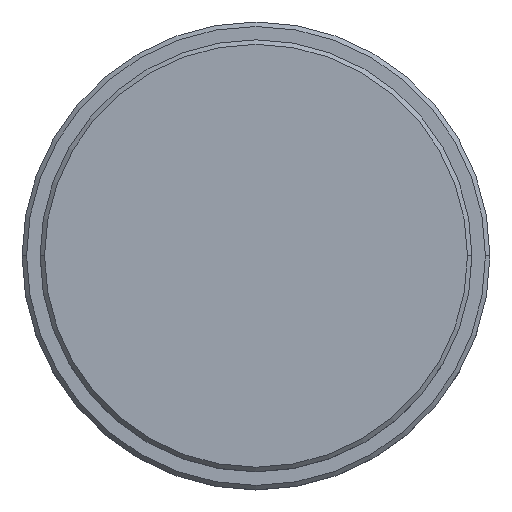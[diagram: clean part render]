
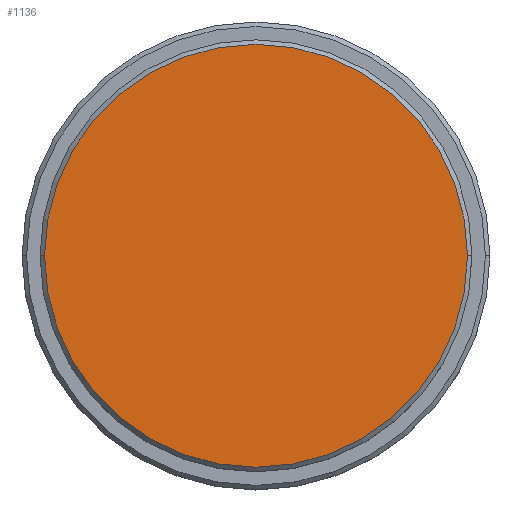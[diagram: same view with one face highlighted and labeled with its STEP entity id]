
A CAD part, top view. The second image highlights one B-rep face of the part: STEP entity #1136.
In plain terms, the highlighted planar face has unit normal (0, 0, 1).
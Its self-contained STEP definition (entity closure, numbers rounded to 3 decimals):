
#5 = CARTESIAN_POINT ( 'NONE',  ( -23.5, 0., 0. ) ) ;
#125 = CIRCLE ( 'NONE', #332, 23.5 ) ;
#160 = ORIENTED_EDGE ( 'NONE', *, *, #440, .T. ) ;
#188 = DIRECTION ( 'NONE',  ( 0., 0., 1. ) ) ;
#267 = AXIS2_PLACEMENT_3D ( 'NONE', #677, #1376, #1246 ) ;
#332 = AXIS2_PLACEMENT_3D ( 'NONE', #478, #451, #344 ) ;
#344 = DIRECTION ( 'NONE',  ( 1., 0., 0. ) ) ;
#440 = EDGE_CURVE ( 'NONE', #1209, #921, #125, .T. ) ;
#451 = DIRECTION ( 'NONE',  ( 0., 0., 1. ) ) ;
#474 = ORIENTED_EDGE ( 'NONE', *, *, #991, .T. ) ;
#478 = CARTESIAN_POINT ( 'NONE',  ( 0., 0., 0. ) ) ;
#508 = FACE_OUTER_BOUND ( 'NONE', #1344, .T. ) ;
#665 = CARTESIAN_POINT ( 'NONE',  ( 23.5, 0., 0. ) ) ;
#677 = CARTESIAN_POINT ( 'NONE',  ( 0., 0., 0. ) ) ;
#921 = VERTEX_POINT ( 'NONE', #665 ) ;
#991 = EDGE_CURVE ( 'NONE', #921, #1209, #1006, .T. ) ;
#1006 = CIRCLE ( 'NONE', #267, 23.5 ) ;
#1136 = ADVANCED_FACE ( 'NONE', ( #508 ), #1273, .T. ) ;
#1175 = DIRECTION ( 'NONE',  ( 1., 0., 0. ) ) ;
#1182 = CARTESIAN_POINT ( 'NONE',  ( 0., 0., 0. ) ) ;
#1209 = VERTEX_POINT ( 'NONE', #5 ) ;
#1213 = AXIS2_PLACEMENT_3D ( 'NONE', #1182, #188, #1175 ) ;
#1246 = DIRECTION ( 'NONE',  ( 1., 0., 0. ) ) ;
#1273 = PLANE ( 'NONE',  #1213 ) ;
#1344 = EDGE_LOOP ( 'NONE', ( #160, #474 ) ) ;
#1376 = DIRECTION ( 'NONE',  ( 0., 0., 1. ) ) ;
